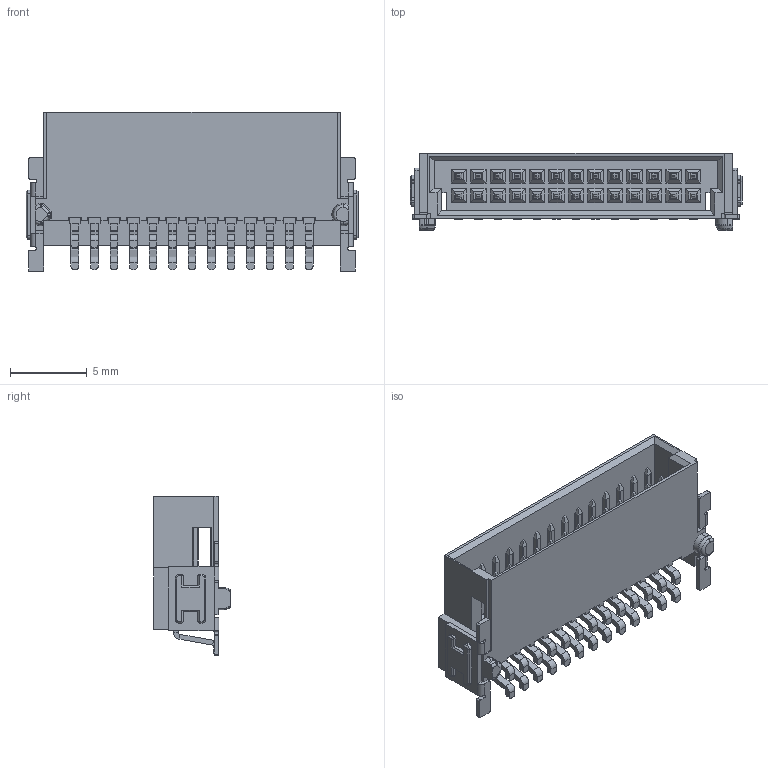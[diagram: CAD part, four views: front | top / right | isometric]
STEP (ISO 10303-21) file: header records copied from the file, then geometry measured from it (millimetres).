
FILE_DESCRIPTION(('CATIA V5 STEP Exchange','CAx-IF Rec.Pracs.--- Model Styling and Organization---1.4--- 2014-01-23'),'2;1');
FILE_NAME ('D1463900_0_2747190000_2747190000.stp','2020-10-01T13:29:50+00:00',('none'),('Weidmueller'),'CATIA Version 5-6 Release 2016 SP3 HF44','CATIA V5 STEP AP214','none');
FILE_SCHEMA(('AUTOMOTIVE_DESIGN { 1 0 10303 214 1 1 1 1 }'));
Products named in the file (1): 2747190000
Bounding box: 21.59 x 5 x 10.35 mm (x, y, z)
Volume: 335.6 mm3; surface area: 1261.3 mm2
Topology: 1 solids, 1 shells, 2270 faces, 5712 edges, 3309 vertices
Faces by surface type: plane 1688, cylinder 321, extrusion 208, cone 23, torus 18, sphere 8, bspline 4
Entity records: 69366 total; most frequent: CARTESIAN_POINT 18247, ORIENTED_EDGE 11424, DIRECTION 8436, EDGE_CURVE 5712, VECTOR 4860, LINE 4652, VERTEX_POINT 3309, EDGE_LOOP 2351
